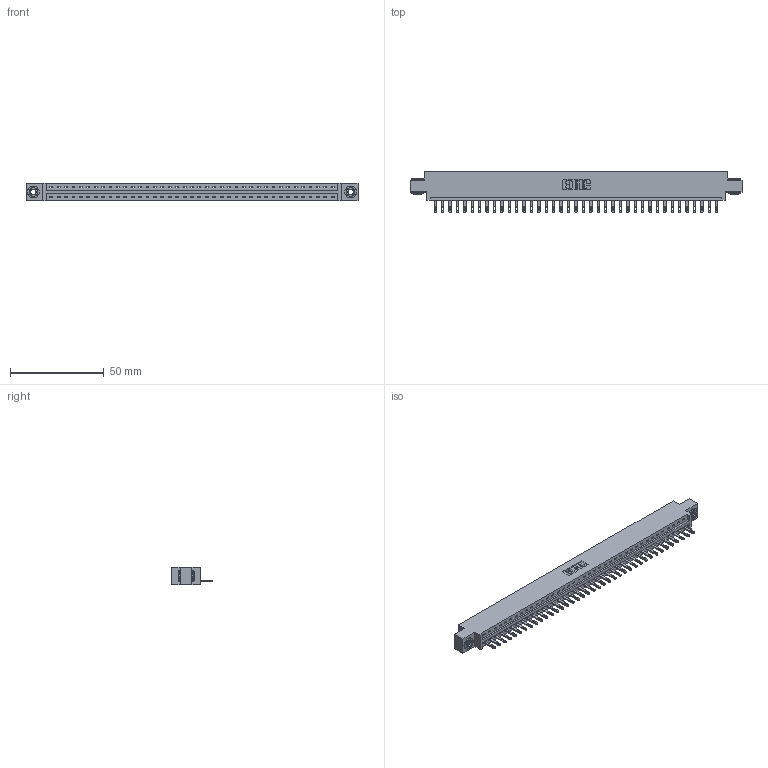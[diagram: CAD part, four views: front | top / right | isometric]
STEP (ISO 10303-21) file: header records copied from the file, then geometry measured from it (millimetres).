
FILE_DESCRIPTION (( 'STEP AP203' ), '1' );
FILE_NAME ('337-039-500-603.STEP', '2019-10-01T17:57:19', ( '' ), ( '' ), 'SwSTEP 2.0', 'SolidWorks 2016', '' );
FILE_SCHEMA (( 'CONFIG_CONTROL_DESIGN' ));
Length unit declared in the file: inch
Products named in the file (4): 337-039-500-603; 337 Part_0.170 Offset - 0.156 Dia-TH; 345-250-002_345-250-002-102; 345-292-001_345-293-100
Assembly tree (42 placements, depth 2):
  337-039-500-603
    337 Part_0.170 Offset - 0.156 Dia-TH
    345-292-001_345-293-100  x39
    345-250-002_345-250-002-102  x2
Bounding box: 177.55 x 21.85 x 9.4 mm (x, y, z)
Volume: 18341.4 mm3; surface area: 19356.7 mm2
Topology: 42 solids, 42 shells, 2418 faces, 7419 edges, 4942 vertices
Faces by surface type: plane 1644, cylinder 766, cone 8
Entity records: 30090 total; most frequent: CARTESIAN_POINT 5218, ORIENTED_EDGE 5186, DIRECTION 4433, EDGE_CURVE 2593, LINE 2437, VECTOR 2437, VERTEX_POINT 1726, AXIS2_PLACEMENT_3D 998
